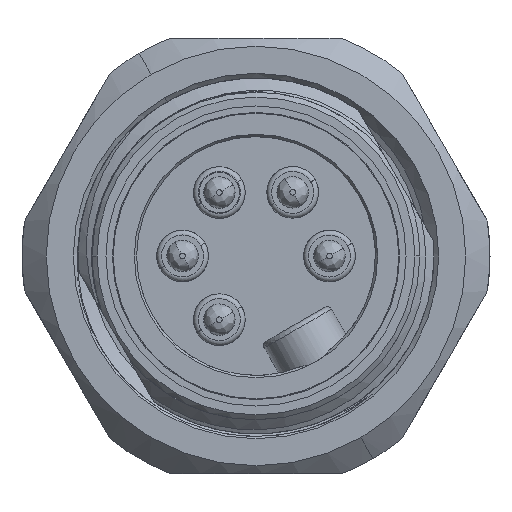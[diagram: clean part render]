
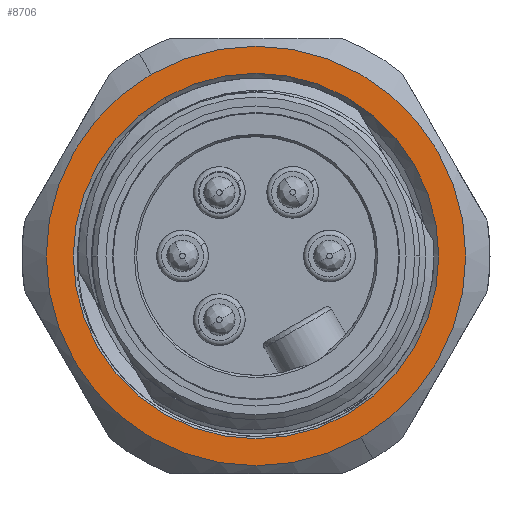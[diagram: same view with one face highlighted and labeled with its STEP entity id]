
A CAD part, left-side view. The second image highlights one B-rep face of the part: STEP entity #8706.
In plain terms, the highlighted planar face has unit normal (-1, 0, 0).
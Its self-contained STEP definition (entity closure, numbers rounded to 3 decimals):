
#58=CARTESIAN_POINT('',(-24.,0.,0.));
#59=DIRECTION('',(1.,0.,0.));
#60=DIRECTION('',(0.,-0.5,-0.866));
#61=AXIS2_PLACEMENT_3D('',#58,#59,#60);
#63=CARTESIAN_POINT('',(-24.,0.,0.));
#64=DIRECTION('',(1.,0.,0.));
#65=DIRECTION('',(0.,0.5,0.866));
#66=AXIS2_PLACEMENT_3D('',#63,#64,#65);
#68=CARTESIAN_POINT('',(-24.,0.,0.));
#69=DIRECTION('',(-1.,0.,0.));
#70=DIRECTION('',(0.,0.5,0.866));
#71=AXIS2_PLACEMENT_3D('',#68,#69,#70);
#73=CARTESIAN_POINT('',(-24.,0.,0.));
#74=DIRECTION('',(-1.,0.,0.));
#75=DIRECTION('',(0.,0.866,-0.5));
#76=AXIS2_PLACEMENT_3D('',#73,#74,#75);
#78=CARTESIAN_POINT('',(-24.,0.,0.));
#79=DIRECTION('',(-1.,0.,0.));
#80=DIRECTION('',(0.,-0.5,-0.866));
#81=AXIS2_PLACEMENT_3D('',#78,#79,#80);
#83=CARTESIAN_POINT('',(-24.,0.,0.));
#84=DIRECTION('',(-1.,0.,0.));
#85=DIRECTION('',(0.,-0.866,0.5));
#86=AXIS2_PLACEMENT_3D('',#83,#84,#85);
#7984=CARTESIAN_POINT('',(-24.,5.663,9.808));
#7985=VERTEX_POINT('',#7984);
#7986=CARTESIAN_POINT('',(-24.,-9.808,5.663));
#7987=VERTEX_POINT('',#7986);
#7988=CARTESIAN_POINT('',(-24.,-5.663,-9.808));
#7989=VERTEX_POINT('',#7988);
#8338=CARTESIAN_POINT('',(-24.,9.808,-5.663));
#8339=VERTEX_POINT('',#8338);
#8340=CARTESIAN_POINT('',(-24.,-6.5,-11.258));
#8341=CARTESIAN_POINT('',(-24.,6.5,11.258));
#8342=VERTEX_POINT('',#8340);
#8343=VERTEX_POINT('',#8341);
#8686=CARTESIAN_POINT('',(-24.,0.,0.));
#8687=DIRECTION('',(1.,0.,0.));
#8688=DIRECTION('',(0.,-0.5,-0.866));
#8689=AXIS2_PLACEMENT_3D('',#8686,#8687,#8688);
#8690=PLANE('',#8689);
#8691=ORIENTED_EDGE('',*,*,#8664,.T.);
#8693=ORIENTED_EDGE('',*,*,#8692,.T.);
#8694=EDGE_LOOP('',(#8691,#8693));
#8695=FACE_OUTER_BOUND('',#8694,.F.);
#8697=ORIENTED_EDGE('',*,*,#8696,.T.);
#8699=ORIENTED_EDGE('',*,*,#8698,.T.);
#8701=ORIENTED_EDGE('',*,*,#8700,.T.);
#8703=ORIENTED_EDGE('',*,*,#8702,.T.);
#8704=EDGE_LOOP('',(#8697,#8699,#8701,#8703));
#8705=FACE_BOUND('',#8704,.F.);
#8706=ADVANCED_FACE('',(#8695,#8705),#8690,.F.);
#62=CIRCLE('',#61,13.);
#67=CIRCLE('',#66,13.);
#72=CIRCLE('',#71,11.325);
#77=CIRCLE('',#76,11.325);
#82=CIRCLE('',#81,11.325);
#87=CIRCLE('',#86,11.325);
#8664=EDGE_CURVE('',#8342,#8343,#62,.T.);
#8692=EDGE_CURVE('',#8343,#8342,#67,.T.);
#8696=EDGE_CURVE('',#7985,#8339,#72,.T.);
#8698=EDGE_CURVE('',#8339,#7989,#77,.T.);
#8700=EDGE_CURVE('',#7989,#7987,#82,.T.);
#8702=EDGE_CURVE('',#7987,#7985,#87,.T.);
